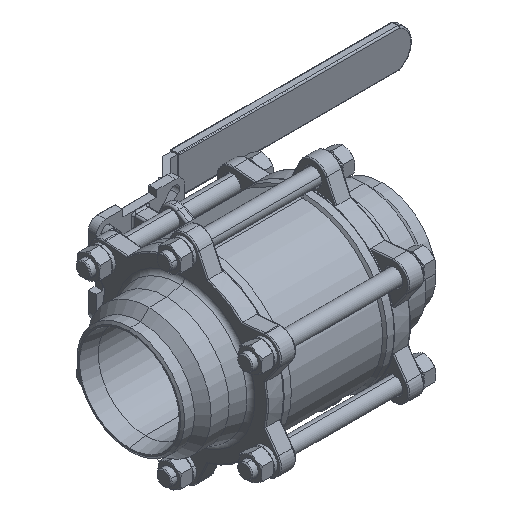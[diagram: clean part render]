
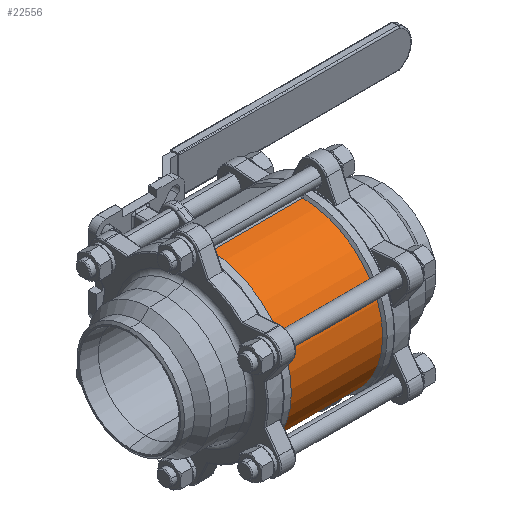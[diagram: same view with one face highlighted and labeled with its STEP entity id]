
A CAD part, isometric view. The second image highlights one B-rep face of the part: STEP entity #22556.
In plain terms, the highlighted cylindrical face has radius 85 mm (diameter 170 mm), a partial arc.
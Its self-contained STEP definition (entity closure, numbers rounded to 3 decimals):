
#820 = CARTESIAN_POINT ( 'NONE',  ( -90., 0., 0. ) ) ;
#1442 = DIRECTION ( 'NONE',  ( -1., 0., 0. ) ) ;
#2269 = EDGE_CURVE ( 'NONE', #20608, #22626, #13633, .T. ) ;
#2573 = EDGE_LOOP ( 'NONE', ( #2616, #11414, #27397, #22769 ) ) ;
#2616 = ORIENTED_EDGE ( 'NONE', *, *, #2854, .F. ) ;
#2854 = EDGE_CURVE ( 'NONE', #5257, #17520, #10023, .T. ) ;
#3147 = CARTESIAN_POINT ( 'NONE',  ( -90., 0., 85. ) ) ;
#4044 = CARTESIAN_POINT ( 'NONE',  ( -49.168, 0., 0. ) ) ;
#5257 = VERTEX_POINT ( 'NONE', #18408 ) ;
#6223 = DIRECTION ( 'NONE',  ( 0., 0., 1. ) ) ;
#7085 = AXIS2_PLACEMENT_3D ( 'NONE', #4044, #19289, #6223 ) ;
#8496 = CARTESIAN_POINT ( 'NONE',  ( 49.168, 0., 85. ) ) ;
#8731 = FACE_OUTER_BOUND ( 'NONE', #2573, .T. ) ;
#8954 = CIRCLE ( 'NONE', #7085, 85. ) ;
#9774 = CARTESIAN_POINT ( 'NONE',  ( -90., 0., -85. ) ) ;
#10023 = LINE ( 'NONE', #9774, #20927 ) ;
#11414 = ORIENTED_EDGE ( 'NONE', *, *, #13036, .T. ) ;
#11717 = DIRECTION ( 'NONE',  ( -1., 0., 0. ) ) ;
#12005 = CARTESIAN_POINT ( 'NONE',  ( -49.168, 0., 85. ) ) ;
#13036 = EDGE_CURVE ( 'NONE', #5257, #20608, #13071, .T. ) ;
#13071 = CIRCLE ( 'NONE', #16047, 85. ) ;
#13584 = EDGE_CURVE ( 'NONE', #17520, #22626, #8954, .T. ) ;
#13633 = LINE ( 'NONE', #3147, #25267 ) ;
#14491 = CARTESIAN_POINT ( 'NONE',  ( 49.168, 0., 0. ) ) ;
#16047 = AXIS2_PLACEMENT_3D ( 'NONE', #14491, #1442, #16657 ) ;
#16657 = DIRECTION ( 'NONE',  ( 0., 0., 1. ) ) ;
#17331 = CARTESIAN_POINT ( 'NONE',  ( -49.168, 0., -85. ) ) ;
#17520 = VERTEX_POINT ( 'NONE', #17331 ) ;
#18371 = DIRECTION ( 'NONE',  ( -1., 0., 0. ) ) ;
#18408 = CARTESIAN_POINT ( 'NONE',  ( 49.168, 0., -85. ) ) ;
#19289 = DIRECTION ( 'NONE',  ( -1., 0., 0. ) ) ;
#20608 = VERTEX_POINT ( 'NONE', #8496 ) ;
#20927 = VECTOR ( 'NONE', #22828, 1000. ) ;
#22556 = ADVANCED_FACE ( 'NONE', ( #8731 ), #25497, .T. ) ;
#22626 = VERTEX_POINT ( 'NONE', #12005 ) ;
#22769 = ORIENTED_EDGE ( 'NONE', *, *, #13584, .F. ) ;
#22828 = DIRECTION ( 'NONE',  ( -1., 0., 0. ) ) ;
#24450 = AXIS2_PLACEMENT_3D ( 'NONE', #820, #11717, #27038 ) ;
#25267 = VECTOR ( 'NONE', #18371, 1000. ) ;
#25497 = CYLINDRICAL_SURFACE ( 'NONE', #24450, 85. ) ;
#27038 = DIRECTION ( 'NONE',  ( 0., 0., 1. ) ) ;
#27397 = ORIENTED_EDGE ( 'NONE', *, *, #2269, .T. ) ;
